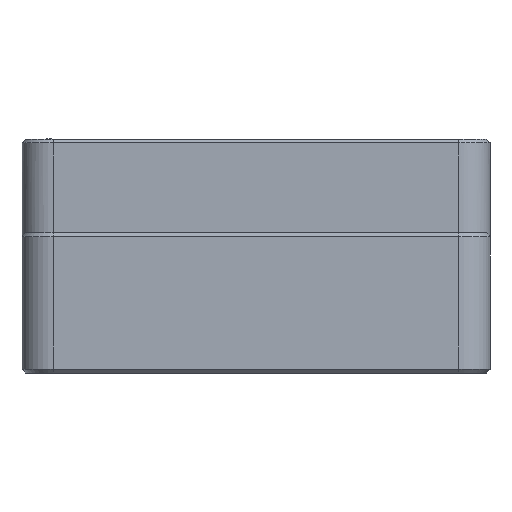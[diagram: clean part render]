
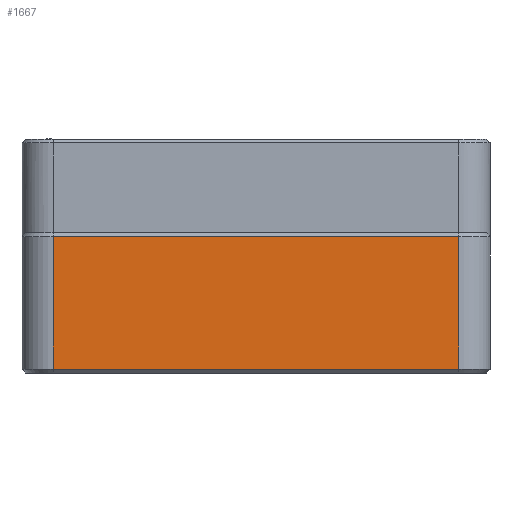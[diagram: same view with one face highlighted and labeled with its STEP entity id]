
A CAD part, front view. The second image highlights one B-rep face of the part: STEP entity #1667.
In plain terms, the highlighted planar face has unit normal (0, -1, 0).
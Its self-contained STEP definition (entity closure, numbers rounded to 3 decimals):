
#128=PLANE('',#1879);
#227=FACE_OUTER_BOUND('',#360,.T.);
#360=EDGE_LOOP('',(#1487,#1488,#1489,#1490));
#490=LINE('',#2992,#613);
#495=LINE('',#3006,#618);
#496=LINE('',#3010,#619);
#497=LINE('',#3011,#620);
#613=VECTOR('',#2354,10.);
#618=VECTOR('',#2375,10.);
#619=VECTOR('',#2380,10.);
#620=VECTOR('',#2381,10.);
#848=VERTEX_POINT('',#2986);
#849=VERTEX_POINT('',#2990);
#850=VERTEX_POINT('',#3005);
#851=VERTEX_POINT('',#3009);
#1063=EDGE_CURVE('',#848,#849,#490,.T.);
#1070=EDGE_CURVE('',#849,#850,#495,.T.);
#1072=EDGE_CURVE('',#851,#848,#496,.T.);
#1073=EDGE_CURVE('',#850,#851,#497,.T.);
#1487=ORIENTED_EDGE('',*,*,#1063,.F.);
#1488=ORIENTED_EDGE('',*,*,#1072,.F.);
#1489=ORIENTED_EDGE('',*,*,#1073,.F.);
#1490=ORIENTED_EDGE('',*,*,#1070,.F.);
#1667=ADVANCED_FACE('',(#227),#128,.T.);
#1879=AXIS2_PLACEMENT_3D('',#3008,#2378,#2379);
#2354=DIRECTION('',(-1.,0.,0.));
#2375=DIRECTION('',(0.,0.,1.));
#2378=DIRECTION('center_axis',(0.,-1.,0.));
#2379=DIRECTION('ref_axis',(-1.,0.,0.));
#2380=DIRECTION('',(0.,0.,-1.));
#2381=DIRECTION('',(1.,0.,0.));
#2986=CARTESIAN_POINT('',(-109.68,-328.025,6.369));
#2990=CARTESIAN_POINT('',(-161.68,-328.025,6.369));
#2992=CARTESIAN_POINT('',(-120.68,-328.025,6.369));
#3005=CARTESIAN_POINT('',(-161.68,-328.025,23.369));
#3006=CARTESIAN_POINT('',(-161.68,-328.025,35.869));
#3008=CARTESIAN_POINT('Origin',(-105.68,-328.025,35.869));
#3009=CARTESIAN_POINT('',(-109.68,-328.025,23.369));
#3010=CARTESIAN_POINT('',(-109.68,-328.025,35.869));
#3011=CARTESIAN_POINT('',(-120.68,-328.025,23.369));
